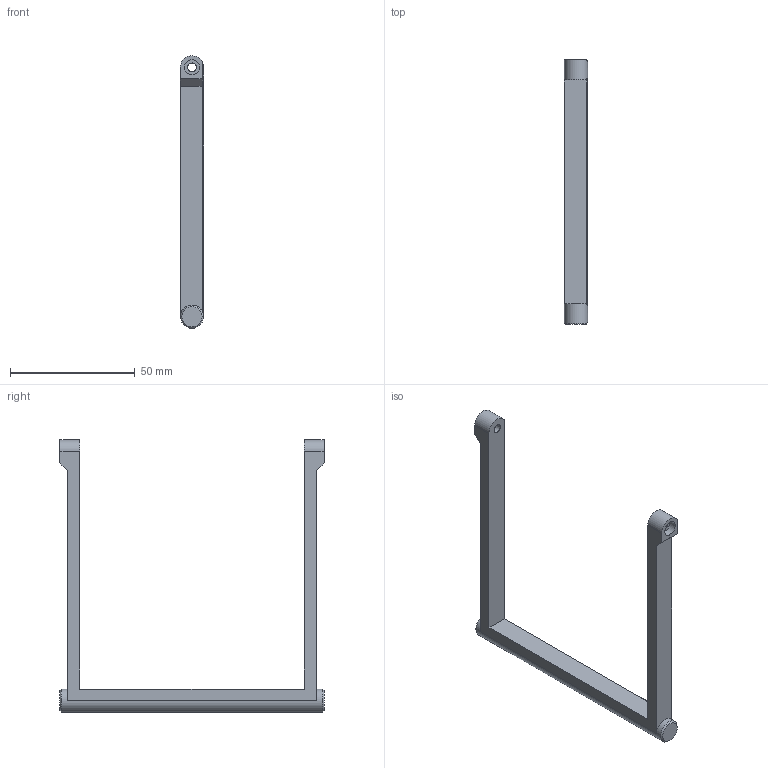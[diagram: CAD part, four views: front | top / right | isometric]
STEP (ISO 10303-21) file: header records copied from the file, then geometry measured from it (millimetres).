
FILE_DESCRIPTION(/* description */ (''),/* implementation_level */ '2;1');
FILE_NAME(/* name */ 'Adjustable_Angle_Bar.step',/* time_stamp */ '2025-05-19T15:57:01+10:00',/* author */ (''),/* organization */ (''),/* preprocessor_version */ 'ST-DEVELOPER v20.1',/* originating_system */ 'Autodesk Translation Framework v14.4.0.0',/* authorisation */ '');
FILE_SCHEMA (('AUTOMOTIVE_DESIGN { 1 0 10303 214 3 1 1 }'));
Length unit declared in the file: millimetre
Products named in the file (1): Adjustable Angle Bar
Bounding box: 9.3 x 106 x 109.29 mm (x, y, z)
Volume: 17519.2 mm3; surface area: 9470.5 mm2
Topology: 1 solids, 1 shells, 33 faces, 77 edges, 48 vertices
Faces by surface type: plane 24, cylinder 7, cone 2
Full cylindrical faces by diameter (mm): 3.5 x2, 6 x2, 9.3 x1
Entity records: 976 total; most frequent: DIRECTION 169, CARTESIAN_POINT 159, ORIENTED_EDGE 154, EDGE_CURVE 77, AXIS2_PLACEMENT_3D 58, LINE 53, VECTOR 53, VERTEX_POINT 48
